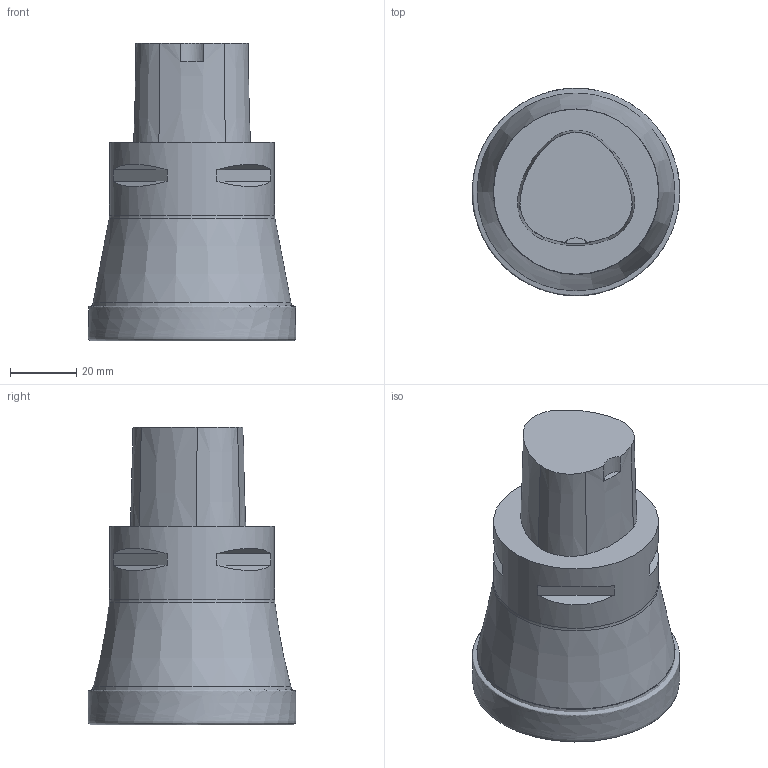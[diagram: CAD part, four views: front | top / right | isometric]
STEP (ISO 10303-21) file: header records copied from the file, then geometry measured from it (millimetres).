
FILE_DESCRIPTION(/* description */ (''),/* implementation_level */ '2;1');
FILE_NAME(/* name */ 'toolassembly_1.stp',/* time_stamp */ '2019-06-27T12:29:46+02:00',/* author */ (''),/* organization */ ('SMS'),/* preprocessor_version */ 'ST-DEVELOPER v16.7',/* originating_system */ 'SIEMENS PLM Software NX 12.0',/* authorisation */ '');
FILE_SCHEMA (('AUTOMOTIVE_DESIGN { 1 0 10303 214 3 1 1 1 }'));
Length unit declared in the file: millimetre
Products named in the file (4): CUT_20190627122852; ASSEMBLY_CONSTRUCTION; NOCUT_20190627122825; TOOLASSEMBLY_1
Assembly tree (3 placements, depth 2):
  TOOLASSEMBLY_1
    NOCUT_20190627122825
    ASSEMBLY_CONSTRUCTION
    CUT_20190627122852
Bounding box: 62.94 x 62.94 x 90.01 mm (x, y, z)
Volume: 172422.5 mm3; surface area: 24501 mm2
Topology: 2 solids, 2 shells, 44 faces, 94 edges, 71 vertices
Faces by surface type: plane 19, cone 13, torus 9, cylinder 2, bspline 1
Full cylindrical faces by diameter (mm): 50 x1
Entity records: 7047 total; most frequent: CARTESIAN_POINT 5941, DIRECTION 228, ORIENTED_EDGE 138, AXIS2_PLACEMENT_3D 103, EDGE_CURVE 69, EDGE_LOOP 68, VERTEX_POINT 54, FACE_BOUND 47
